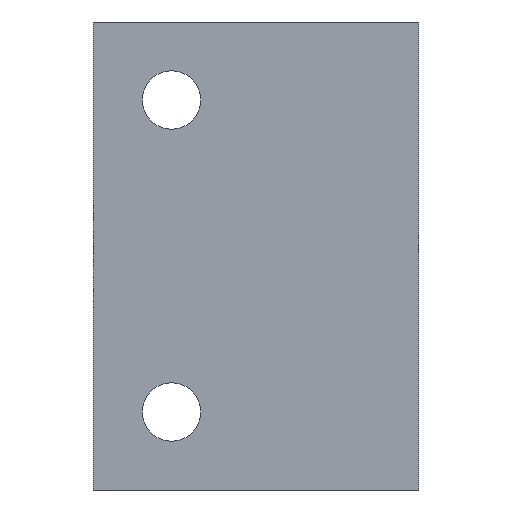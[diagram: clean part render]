
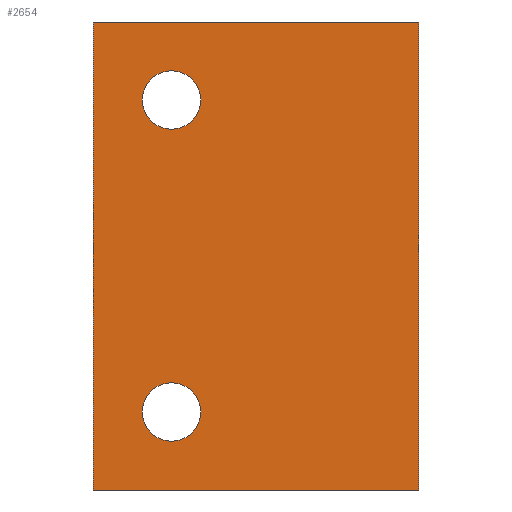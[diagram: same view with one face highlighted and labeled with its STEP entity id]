
A CAD part, left-side view. The second image highlights one B-rep face of the part: STEP entity #2654.
In plain terms, the highlighted planar face has unit normal (-1, 0, 0).
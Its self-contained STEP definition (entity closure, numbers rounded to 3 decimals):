
#1798=FACE_OUTER_BOUND('',#1936,.F.);
#1825=FACE_BOUND('',#1934,.F.);
#1826=FACE_BOUND('',#1935,.F.);
#1934=EDGE_LOOP('',(#2497,#2498));
#1935=EDGE_LOOP('',(#2499,#2500));
#1936=EDGE_LOOP('',(#2501,#2502,#2503,#2504));
#2497=ORIENTED_EDGE('',*,*,#4494,.T.);
#2498=ORIENTED_EDGE('',*,*,#4493,.T.);
#2499=ORIENTED_EDGE('',*,*,#4496,.T.);
#2500=ORIENTED_EDGE('',*,*,#4495,.T.);
#2501=ORIENTED_EDGE('',*,*,#4489,.F.);
#2502=ORIENTED_EDGE('',*,*,#4490,.F.);
#2503=ORIENTED_EDGE('',*,*,#4491,.F.);
#2504=ORIENTED_EDGE('',*,*,#4492,.F.);
#2654=ADVANCED_FACE('',(#1825,#1826,#1798),#2764,.T.);
#2764=PLANE('',#7141);
#2786=CIRCLE('',#7137,2.25);
#2787=CIRCLE('',#7138,2.25);
#2788=CIRCLE('',#7139,2.25);
#2789=CIRCLE('',#7140,2.25);
#3343=LINE('',#10254,#3909);
#3344=LINE('',#10255,#3910);
#3345=LINE('',#10256,#3911);
#3346=LINE('',#10257,#3912);
#3909=VECTOR('',#8557,36.);
#3910=VECTOR('',#8558,25.);
#3911=VECTOR('',#8559,36.);
#3912=VECTOR('',#8560,25.);
#4489=EDGE_CURVE('',#5102,#5101,#3343,.T.);
#4490=EDGE_CURVE('',#5100,#5102,#3344,.T.);
#4491=EDGE_CURVE('',#5099,#5100,#3345,.T.);
#4492=EDGE_CURVE('',#5101,#5099,#3346,.T.);
#4493=EDGE_CURVE('',#5098,#5097,#2786,.T.);
#4494=EDGE_CURVE('',#5097,#5098,#2787,.T.);
#4495=EDGE_CURVE('',#5096,#5095,#2788,.T.);
#4496=EDGE_CURVE('',#5095,#5096,#2789,.T.);
#5095=VERTEX_POINT('',#10246);
#5096=VERTEX_POINT('',#10247);
#5097=VERTEX_POINT('',#10248);
#5098=VERTEX_POINT('',#10249);
#5099=VERTEX_POINT('',#10250);
#5100=VERTEX_POINT('',#10251);
#5101=VERTEX_POINT('',#10252);
#5102=VERTEX_POINT('',#10253);
#7137=AXIS2_PLACEMENT_3D('',#10258,#8561,#8562);
#7138=AXIS2_PLACEMENT_3D('',#10259,#8563,#8564);
#7139=AXIS2_PLACEMENT_3D('',#10260,#8565,#8566);
#7140=AXIS2_PLACEMENT_3D('',#10261,#8567,#8568);
#7141=AXIS2_PLACEMENT_3D('',#10262,#8569,#8570);
#8557=DIRECTION('',(0.,0.,-1.));
#8558=DIRECTION('',(0.,1.,0.));
#8559=DIRECTION('',(0.,0.,1.));
#8560=DIRECTION('',(0.,-1.,0.));
#8561=DIRECTION('',(-1.,0.,0.));
#8562=DIRECTION('',(0.,0.,-1.));
#8563=DIRECTION('',(-1.,0.,0.));
#8564=DIRECTION('',(0.,0.,1.));
#8565=DIRECTION('',(-1.,0.,0.));
#8566=DIRECTION('',(0.,0.,-1.));
#8567=DIRECTION('',(-1.,0.,0.));
#8568=DIRECTION('',(0.,0.,1.));
#8569=DIRECTION('',(-1.,0.,0.));
#8570=DIRECTION('',(0.,0.,1.));
#10246=CARTESIAN_POINT('',(-8.,10.,-9.75));
#10247=CARTESIAN_POINT('',(-8.,10.,-14.25));
#10248=CARTESIAN_POINT('',(-8.,10.,14.25));
#10249=CARTESIAN_POINT('',(-8.,10.,9.75));
#10250=CARTESIAN_POINT('',(-8.,-9.,-18.));
#10251=CARTESIAN_POINT('',(-8.,-9.,18.));
#10252=CARTESIAN_POINT('',(-8.,16.,-18.));
#10253=CARTESIAN_POINT('',(-8.,16.,18.));
#10254=CARTESIAN_POINT('',(-8.,16.,18.));
#10255=CARTESIAN_POINT('',(-8.,-9.,18.));
#10256=CARTESIAN_POINT('',(-8.,-9.,-18.));
#10257=CARTESIAN_POINT('',(-8.,16.,-18.));
#10258=CARTESIAN_POINT('',(-8.,10.,12.));
#10259=CARTESIAN_POINT('',(-8.,10.,12.));
#10260=CARTESIAN_POINT('',(-8.,10.,-12.));
#10261=CARTESIAN_POINT('',(-8.,10.,-12.));
#10262=CARTESIAN_POINT('',(-8.,-10.8,-19.8));
